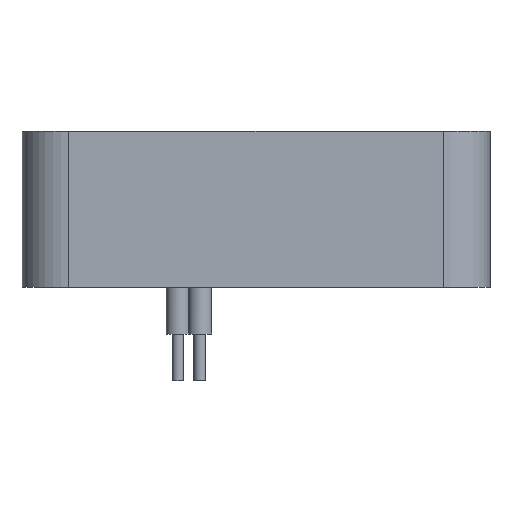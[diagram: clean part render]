
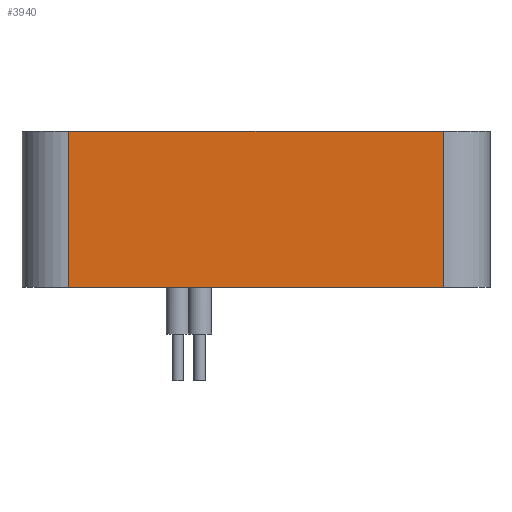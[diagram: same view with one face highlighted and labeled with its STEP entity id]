
A CAD part, front view. The second image highlights one B-rep face of the part: STEP entity #3940.
In plain terms, the highlighted planar face has unit normal (0, -1, 0).
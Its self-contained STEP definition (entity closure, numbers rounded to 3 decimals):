
#39 = CARTESIAN_POINT ( 'NONE',  ( -12., -15., 10. ) ) ;
#58 = DIRECTION ( 'NONE',  ( 1., 0., 0. ) ) ;
#119 = DIRECTION ( 'NONE',  ( 0., 0., 1. ) ) ;
#193 = AXIS2_PLACEMENT_3D ( 'NONE', #1538, #1201, #2542 ) ;
#230 = PLANE ( 'NONE',  #193 ) ;
#457 = CARTESIAN_POINT ( 'NONE',  ( 12., -15., 10. ) ) ;
#500 = EDGE_LOOP ( 'NONE', ( #3375, #3616, #4011, #4310 ) ) ;
#505 = EDGE_CURVE ( 'NONE', #4004, #1574, #3495, .T. ) ;
#994 = DIRECTION ( 'NONE',  ( 0., 0., -1. ) ) ;
#1082 = VECTOR ( 'NONE', #58, 1000. ) ;
#1201 = DIRECTION ( 'NONE',  ( 0., 1., 0. ) ) ;
#1421 = EDGE_CURVE ( 'NONE', #4371, #4110, #4069, .T. ) ;
#1434 = LINE ( 'NONE', #3390, #1082 ) ;
#1538 = CARTESIAN_POINT ( 'NONE',  ( -15., -15., 10. ) ) ;
#1574 = VERTEX_POINT ( 'NONE', #2529 ) ;
#2037 = CARTESIAN_POINT ( 'NONE',  ( -15., -15., 10. ) ) ;
#2224 = VECTOR ( 'NONE', #119, 1000. ) ;
#2285 = CARTESIAN_POINT ( 'NONE',  ( 12., -15., 0. ) ) ;
#2343 = EDGE_CURVE ( 'NONE', #4371, #1574, #2424, .T. ) ;
#2424 = LINE ( 'NONE', #2037, #2490 ) ;
#2490 = VECTOR ( 'NONE', #3392, 1000. ) ;
#2518 = FACE_OUTER_BOUND ( 'NONE', #500, .T. ) ;
#2529 = CARTESIAN_POINT ( 'NONE',  ( 12., -15., 10. ) ) ;
#2542 = DIRECTION ( 'NONE',  ( 0., 0., 1. ) ) ;
#2684 = EDGE_CURVE ( 'NONE', #4110, #4004, #1434, .T. ) ;
#2966 = VECTOR ( 'NONE', #994, 1000. ) ;
#3375 = ORIENTED_EDGE ( 'NONE', *, *, #2684, .T. ) ;
#3390 = CARTESIAN_POINT ( 'NONE',  ( -15., -15., 0. ) ) ;
#3392 = DIRECTION ( 'NONE',  ( 1., 0., 0. ) ) ;
#3427 = CARTESIAN_POINT ( 'NONE',  ( -12., -15., 10. ) ) ;
#3495 = LINE ( 'NONE', #457, #2224 ) ;
#3570 = CARTESIAN_POINT ( 'NONE',  ( -12., -15., 0. ) ) ;
#3616 = ORIENTED_EDGE ( 'NONE', *, *, #505, .T. ) ;
#3940 = ADVANCED_FACE ( 'NONE', ( #2518 ), #230, .F. ) ;
#4004 = VERTEX_POINT ( 'NONE', #2285 ) ;
#4011 = ORIENTED_EDGE ( 'NONE', *, *, #2343, .F. ) ;
#4069 = LINE ( 'NONE', #39, #2966 ) ;
#4110 = VERTEX_POINT ( 'NONE', #3570 ) ;
#4310 = ORIENTED_EDGE ( 'NONE', *, *, #1421, .T. ) ;
#4371 = VERTEX_POINT ( 'NONE', #3427 ) ;
